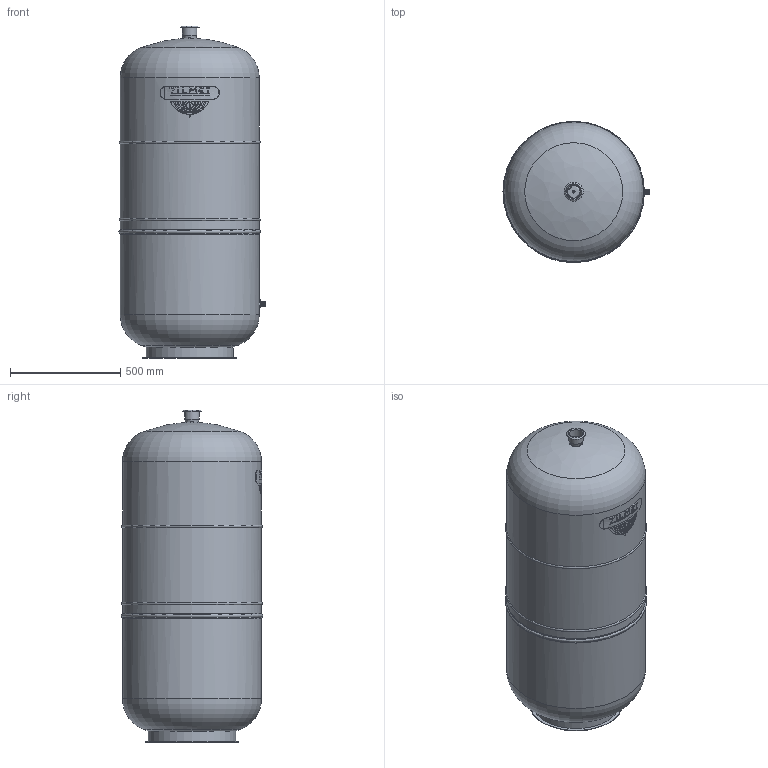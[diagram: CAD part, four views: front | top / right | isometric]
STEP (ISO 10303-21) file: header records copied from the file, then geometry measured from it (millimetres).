
FILE_DESCRIPTION(/* description */ (''),/* implementation_level */ '2;1');
FILE_NAME(/* name */ '09_CAL-PRO 400L 6bar_13000400001.stp',/* time_stamp */ '2019-08-22T11:16:40+03:00',/* author */ ('shkarinov'),/* organization */ (''),/* preprocessor_version */ 'ST-DEVELOPER v16.5',/* originating_system */ 'Autodesk Inventor 2017',/* authorisation */ '');
FILE_SCHEMA (('AUTOMOTIVE_DESIGN { 1 0 10303 214 3 1 1 }'));
Length unit declared in the file: inch
Products named in the file (1): 09_CAL-PRO 400L 6bar_13000400001
Bounding box: 661.86 x 640.86 x 1504.67 mm (x, y, z)
Volume: 414293330.9 mm3; surface area: 4047675.5 mm2
Topology: 5 solids, 5 shells, 207 faces, 547 edges, 352 vertices
Faces by surface type: plane 89, cylinder 77, torus 24, cone 13, bspline 4
Full cylindrical faces by diameter (mm): 8 x1, 12.26 x1, 20 x1, 63.344 x1, 65.344 x1, 86.815 x1, 391.01 x1, 395.01 x1, 425.01 x1, 630 x1, 630.991 x4
Entity records: 8463 total; most frequent: CARTESIAN_POINT 3331, ORIENTED_EDGE 1008, DIRECTION 974, EDGE_CURVE 502, AXIS2_PLACEMENT_3D 384, VERTEX_POINT 348, EDGE_LOOP 268, STYLED_ITEM 211
